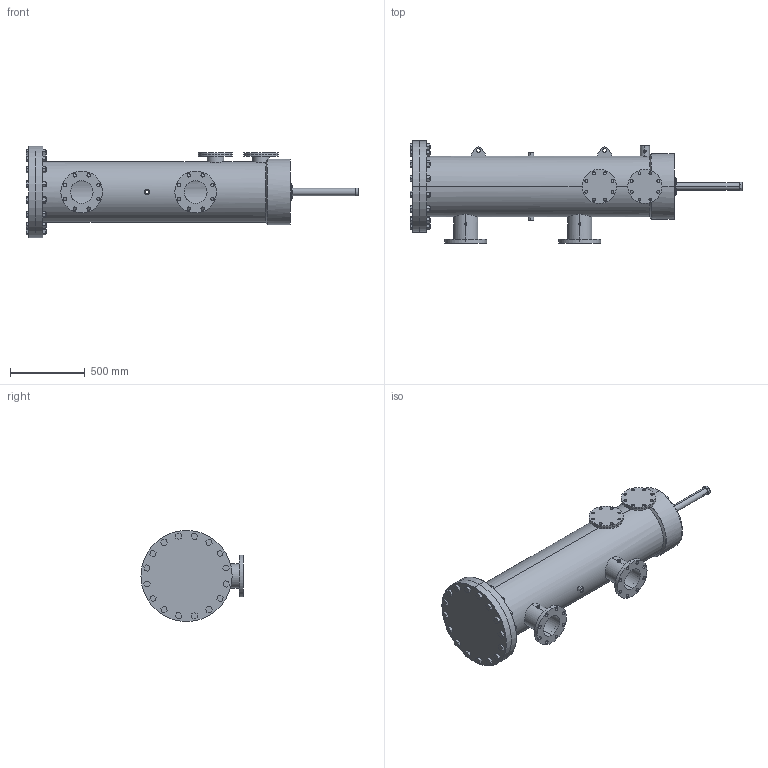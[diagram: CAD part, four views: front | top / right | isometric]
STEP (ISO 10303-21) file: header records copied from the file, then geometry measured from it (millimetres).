
FILE_DESCRIPTION (( 'STEP AP203' ), '1' );
FILE_NAME ('C6-FRP-180.STEP', '2020-09-17T14:04:38', ( '' ), ( '' ), 'SwSTEP 2.0', 'SolidWorks 2018', '' );
FILE_SCHEMA (( 'CONFIG_CONTROL_DESIGN' ));
Length unit declared in the file: inch
Products named in the file (1): C6-FRP-180
Bounding box: 2219.83 x 682.75 x 609.6 mm (x, y, z)
Volume: 38988142.5 mm3; surface area: 7089509 mm2
Topology: 28 solids, 28 shells, 714 faces, 1790 edges, 1192 vertices
Faces by surface type: plane 368, cylinder 342, cone 4
Entity records: 24560 total; most frequent: CARTESIAN_POINT 6518, DIRECTION 3756, ORIENTED_EDGE 3580, EDGE_CURVE 1790, AXIS2_PLACEMENT_3D 1347, VERTEX_POINT 1192, LINE 1062, VECTOR 1062
